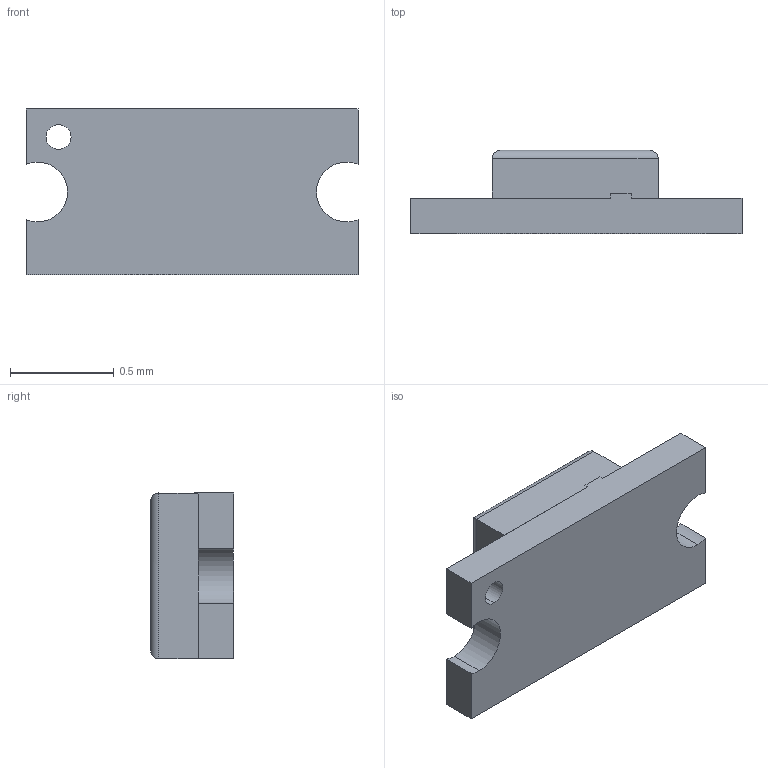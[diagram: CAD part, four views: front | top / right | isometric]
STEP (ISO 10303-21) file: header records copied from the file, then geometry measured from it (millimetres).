
FILE_DESCRIPTION (( 'STEP AP203' ), '1' );
FILE_NAME ('732-12017-1-ND_LED_STEP.STEP', '2024-07-08T20:22:10', ( '' ), ( '' ), 'SwSTEP 2.0', 'SolidWorks 2022', '' );
FILE_SCHEMA (( 'CONFIG_CONTROL_DESIGN' ));
Length unit declared in the file: millimetre
Products named in the file (3): led_1; led_2; 732-12017-1-ND_LED_STEP
Assembly tree (2 placements, depth 2):
  732-12017-1-ND_LED_STEP
    led_2
    led_1
Bounding box: 1.6 x 0.4 x 0.8 mm (x, y, z)
Volume: 0.3 mm3; surface area: 5.4 mm2
Topology: 2 solids, 2 shells, 42 faces, 110 edges, 72 vertices
Faces by surface type: plane 30, cylinder 12
Entity records: 1587 total; most frequent: CARTESIAN_POINT 241, ORIENTED_EDGE 220, DIRECTION 216, EDGE_CURVE 110, LINE 90, VECTOR 90, VERTEX_POINT 72, AXIS2_PLACEMENT_3D 63
